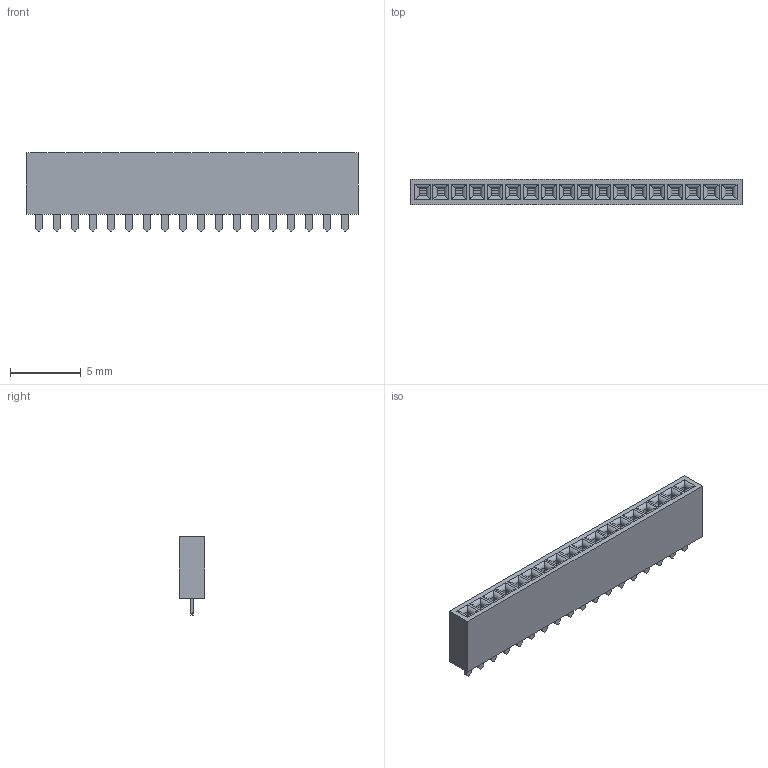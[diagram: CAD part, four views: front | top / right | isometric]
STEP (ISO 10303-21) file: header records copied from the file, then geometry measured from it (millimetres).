
FILE_DESCRIPTION(/* description */ (''),/* implementation_level */ '2;1');
FILE_NAME(/* name */ '1.27MM 1X18 PTH FEMALE HEADER.step',/* time_stamp */ '2019-02-21T18:36:25+00:00',/* author */ ('eric.n.tech'),/* organization */ (''),/* preprocessor_version */ 'ST-DEVELOPER v17.2',/* originating_system */ 'Autodesk Translation Framework v7.6.0.251',/* authorisation */ '');
FILE_SCHEMA (('AUTOMOTIVE_DESIGN { 1 0 10303 214 3 1 1 }'));
Length unit declared in the file: millimetre
Products named in the file (2): 1.27MM 1X18 PTH FEMALE HEADER; single 1.27mm female header v3
Assembly tree (1 placements, depth 2):
  1.27MM 1X18 PTH FEMALE HEADER
    single 1.27mm female header v3
Bounding box: 23.39 x 1.8 x 5.55 mm (x, y, z)
Volume: 166.1 mm3; surface area: 478.8 mm2
Topology: 19 solids, 19 shells, 366 faces, 912 edges, 584 vertices
Faces by surface type: plane 294, cylinder 72
Entity records: 10753 total; most frequent: CARTESIAN_POINT 1865, ORIENTED_EDGE 1824, DIRECTION 1722, EDGE_CURVE 912, LINE 840, VECTOR 840, VERTEX_POINT 584, AXIS2_PLACEMENT_3D 441
